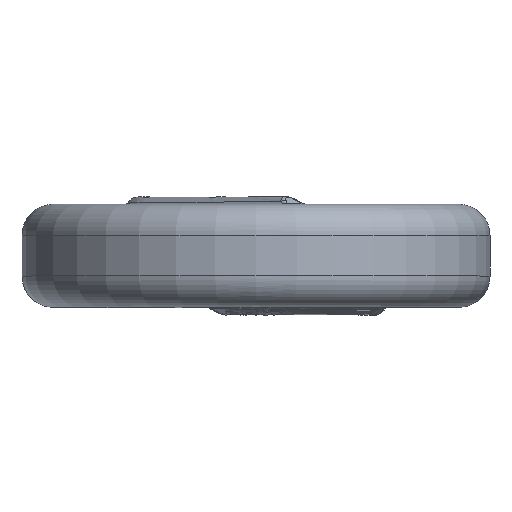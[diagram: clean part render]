
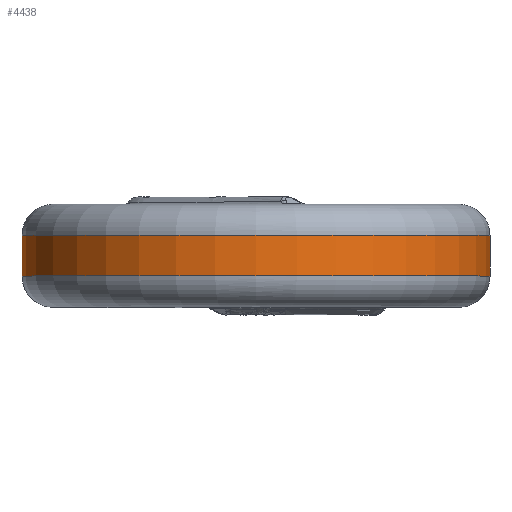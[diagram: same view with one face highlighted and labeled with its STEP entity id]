
A CAD part, top view. The second image highlights one B-rep face of the part: STEP entity #4438.
In plain terms, the highlighted cylindrical face has radius 7.5 mm (diameter 15 mm), a full revolution.
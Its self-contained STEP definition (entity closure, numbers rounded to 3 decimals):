
#35=CYLINDRICAL_SURFACE('',#4582,7.5);
#64=CIRCLE('',#4583,7.5);
#65=CIRCLE('',#4584,7.5);
#1269=ORIENTED_EDGE('',*,*,#1909,.T.);
#1270=ORIENTED_EDGE('',*,*,#1910,.T.);
#1909=EDGE_CURVE('',#2244,#2244,#64,.F.);
#1910=EDGE_CURVE('',#2245,#2245,#65,.T.);
#2244=VERTEX_POINT('',#9584);
#2245=VERTEX_POINT('',#9586);
#2708=EDGE_LOOP('',(#1269));
#2709=EDGE_LOOP('',(#1270));
#2916=FACE_BOUND('',#2708,.T.);
#2917=FACE_BOUND('',#2709,.T.);
#4438=ADVANCED_FACE('',(#2916,#2917),#35,.T.);
#4582=AXIS2_PLACEMENT_3D('',#9582,#4999,#5000);
#4583=AXIS2_PLACEMENT_3D('',#9583,#5001,#5002);
#4584=AXIS2_PLACEMENT_3D('',#9585,#5003,#5004);
#4999=DIRECTION('',(0.,1.,0.));
#5000=DIRECTION('',(0.,0.,1.));
#5001=DIRECTION('',(0.,1.,0.));
#5002=DIRECTION('',(0.,0.,1.));
#5003=DIRECTION('',(0.,1.,0.));
#5004=DIRECTION('',(0.,0.,1.));
#9582=CARTESIAN_POINT('',(0.,-1.65,0.));
#9583=CARTESIAN_POINT('',(0.,0.65,0.));
#9584=CARTESIAN_POINT('',(0.,0.65,7.5));
#9585=CARTESIAN_POINT('',(0.,-0.65,0.));
#9586=CARTESIAN_POINT('',(0.,-0.65,7.5));
